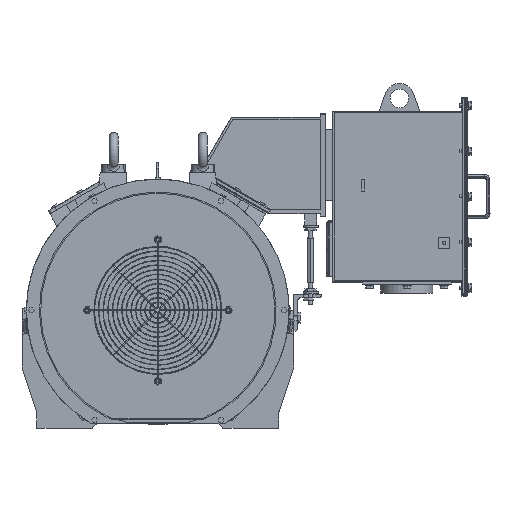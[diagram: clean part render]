
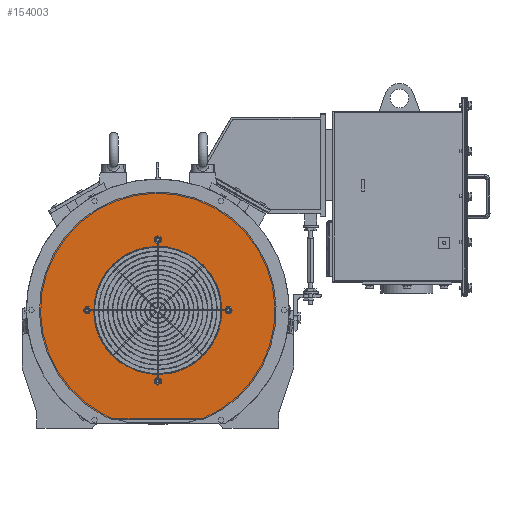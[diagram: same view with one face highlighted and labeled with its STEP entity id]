
A CAD part, front view. The second image highlights one B-rep face of the part: STEP entity #154003.
In plain terms, the highlighted planar face has unit normal (0, -1, 0).
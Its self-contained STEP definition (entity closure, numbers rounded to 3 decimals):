
#153582=CARTESIAN_POINT('Vertex',(-190.,-1485.,4.)) ;
#153585=CARTESIAN_POINT('Axis2P3D Location',(-190.,-1485.,0.)) ;
#153589=CARTESIAN_POINT('Vertex',(-190.,-1485.,-4.)) ;
#153609=CARTESIAN_POINT('Axis2P3D Location',(-190.,-1485.,0.)) ;
#153639=CARTESIAN_POINT('Vertex',(-4.,-1485.,-190.)) ;
#153642=CARTESIAN_POINT('Axis2P3D Location',(0.,-1485.,-190.)) ;
#153646=CARTESIAN_POINT('Vertex',(4.,-1485.,-190.)) ;
#153666=CARTESIAN_POINT('Axis2P3D Location',(0.,-1485.,-190.)) ;
#153696=CARTESIAN_POINT('Vertex',(190.,-1485.,-4.)) ;
#153699=CARTESIAN_POINT('Axis2P3D Location',(190.,-1485.,0.)) ;
#153703=CARTESIAN_POINT('Vertex',(190.,-1485.,4.)) ;
#153723=CARTESIAN_POINT('Axis2P3D Location',(190.,-1485.,0.)) ;
#153753=CARTESIAN_POINT('Vertex',(4.,-1485.,190.)) ;
#153756=CARTESIAN_POINT('Axis2P3D Location',(0.,-1485.,190.)) ;
#153760=CARTESIAN_POINT('Vertex',(-4.,-1485.,190.)) ;
#153780=CARTESIAN_POINT('Axis2P3D Location',(0.,-1485.,190.)) ;
#153866=CARTESIAN_POINT('Axis2P3D Location',(0.,-1485.,318.2)) ;
#153871=CARTESIAN_POINT('Axis2P3D Location',(0.,-1485.,0.)) ;
#153875=CARTESIAN_POINT('Vertex',(-124.106,-1485.,-293.)) ;
#153877=CARTESIAN_POINT('Vertex',(-152.553,-1485.,-279.247)) ;
#153880=CARTESIAN_POINT('Line Origine',(0.,-1485.,-293.)) ;
#153884=CARTESIAN_POINT('Vertex',(124.106,-1485.,-293.)) ;
#153887=CARTESIAN_POINT('Axis2P3D Location',(0.,-1485.,0.)) ;
#153891=CARTESIAN_POINT('Vertex',(152.553,-1485.,279.247)) ;
#153894=CARTESIAN_POINT('Axis2P3D Location',(0.,-1485.,0.)) ;
#153909=CARTESIAN_POINT('Axis2P3D Location',(0.,-1485.,0.)) ;
#153913=CARTESIAN_POINT('Vertex',(-120.208,-1485.,-120.208)) ;
#153915=CARTESIAN_POINT('Vertex',(-170.,-1485.,0.)) ;
#153918=CARTESIAN_POINT('Axis2P3D Location',(0.,-1485.,0.)) ;
#153922=CARTESIAN_POINT('Vertex',(-120.208,-1485.,120.208)) ;
#153925=CARTESIAN_POINT('Axis2P3D Location',(0.,-1485.,0.)) ;
#153929=CARTESIAN_POINT('Vertex',(0.,-1485.,170.)) ;
#153932=CARTESIAN_POINT('Axis2P3D Location',(0.,-1485.,0.)) ;
#153936=CARTESIAN_POINT('Vertex',(81.502,-1485.,149.189)) ;
#153939=CARTESIAN_POINT('Axis2P3D Location',(0.,-1485.,0.)) ;
#153943=CARTESIAN_POINT('Vertex',(120.208,-1485.,120.208)) ;
#153946=CARTESIAN_POINT('Axis2P3D Location',(0.,-1485.,0.)) ;
#153950=CARTESIAN_POINT('Vertex',(170.,-1485.,0.)) ;
#153953=CARTESIAN_POINT('Axis2P3D Location',(0.,-1485.,0.)) ;
#153957=CARTESIAN_POINT('Vertex',(120.208,-1485.,-120.208)) ;
#153960=CARTESIAN_POINT('Axis2P3D Location',(0.,-1485.,0.)) ;
#153964=CARTESIAN_POINT('Vertex',(0.,-1485.,-170.)) ;
#153967=CARTESIAN_POINT('Axis2P3D Location',(0.,-1485.,0.)) ;
#153971=CARTESIAN_POINT('Vertex',(-81.502,-1485.,-149.189)) ;
#153974=CARTESIAN_POINT('Axis2P3D Location',(0.,-1485.,0.)) ;
#153586=DIRECTION('Axis2P3D Direction',(-0.,-1.,0.)) ;
#153610=DIRECTION('Axis2P3D Direction',(-0.,-1.,0.)) ;
#153643=DIRECTION('Axis2P3D Direction',(0.,-1.,-0.)) ;
#153667=DIRECTION('Axis2P3D Direction',(0.,-1.,-0.)) ;
#153700=DIRECTION('Axis2P3D Direction',(0.,-1.,0.)) ;
#153724=DIRECTION('Axis2P3D Direction',(0.,-1.,0.)) ;
#153757=DIRECTION('Axis2P3D Direction',(0.,-1.,0.)) ;
#153781=DIRECTION('Axis2P3D Direction',(0.,-1.,0.)) ;
#153867=DIRECTION('Axis2P3D Direction',(-0.,1.,0.)) ;
#153868=DIRECTION('Axis2P3D XDirection',(1.,0.,0.)) ;
#153872=DIRECTION('Axis2P3D Direction',(-0.,1.,0.)) ;
#153881=DIRECTION('Vector Direction',(1.,0.,0.)) ;
#153888=DIRECTION('Axis2P3D Direction',(-0.,1.,0.)) ;
#153895=DIRECTION('Axis2P3D Direction',(-0.,1.,0.)) ;
#153910=DIRECTION('Axis2P3D Direction',(-0.,1.,0.)) ;
#153919=DIRECTION('Axis2P3D Direction',(-0.,1.,0.)) ;
#153926=DIRECTION('Axis2P3D Direction',(-0.,1.,0.)) ;
#153933=DIRECTION('Axis2P3D Direction',(-0.,1.,0.)) ;
#153940=DIRECTION('Axis2P3D Direction',(-0.,1.,0.)) ;
#153947=DIRECTION('Axis2P3D Direction',(-0.,1.,0.)) ;
#153954=DIRECTION('Axis2P3D Direction',(-0.,1.,0.)) ;
#153961=DIRECTION('Axis2P3D Direction',(-0.,1.,0.)) ;
#153968=DIRECTION('Axis2P3D Direction',(-0.,1.,0.)) ;
#153975=DIRECTION('Axis2P3D Direction',(-0.,1.,0.)) ;
#153587=AXIS2_PLACEMENT_3D('Circle Axis2P3D',#153585,#153586,$) ;
#153611=AXIS2_PLACEMENT_3D('Circle Axis2P3D',#153609,#153610,$) ;
#153644=AXIS2_PLACEMENT_3D('Circle Axis2P3D',#153642,#153643,$) ;
#153668=AXIS2_PLACEMENT_3D('Circle Axis2P3D',#153666,#153667,$) ;
#153701=AXIS2_PLACEMENT_3D('Circle Axis2P3D',#153699,#153700,$) ;
#153725=AXIS2_PLACEMENT_3D('Circle Axis2P3D',#153723,#153724,$) ;
#153758=AXIS2_PLACEMENT_3D('Circle Axis2P3D',#153756,#153757,$) ;
#153782=AXIS2_PLACEMENT_3D('Circle Axis2P3D',#153780,#153781,$) ;
#153869=AXIS2_PLACEMENT_3D('Plane Axis2P3D',#153866,#153867,#153868) ;
#153873=AXIS2_PLACEMENT_3D('Circle Axis2P3D',#153871,#153872,$) ;
#153889=AXIS2_PLACEMENT_3D('Circle Axis2P3D',#153887,#153888,$) ;
#153896=AXIS2_PLACEMENT_3D('Circle Axis2P3D',#153894,#153895,$) ;
#153911=AXIS2_PLACEMENT_3D('Circle Axis2P3D',#153909,#153910,$) ;
#153920=AXIS2_PLACEMENT_3D('Circle Axis2P3D',#153918,#153919,$) ;
#153927=AXIS2_PLACEMENT_3D('Circle Axis2P3D',#153925,#153926,$) ;
#153934=AXIS2_PLACEMENT_3D('Circle Axis2P3D',#153932,#153933,$) ;
#153941=AXIS2_PLACEMENT_3D('Circle Axis2P3D',#153939,#153940,$) ;
#153948=AXIS2_PLACEMENT_3D('Circle Axis2P3D',#153946,#153947,$) ;
#153955=AXIS2_PLACEMENT_3D('Circle Axis2P3D',#153953,#153954,$) ;
#153962=AXIS2_PLACEMENT_3D('Circle Axis2P3D',#153960,#153961,$) ;
#153969=AXIS2_PLACEMENT_3D('Circle Axis2P3D',#153967,#153968,$) ;
#153976=AXIS2_PLACEMENT_3D('Circle Axis2P3D',#153974,#153975,$) ;
#153900=ORIENTED_EDGE('',*,*,#153879,.F.) ;
#153901=ORIENTED_EDGE('',*,*,#153886,.T.) ;
#153902=ORIENTED_EDGE('',*,*,#153893,.F.) ;
#153903=ORIENTED_EDGE('',*,*,#153898,.F.) ;
#153906=ORIENTED_EDGE('',*,*,#153784,.F.) ;
#153907=ORIENTED_EDGE('',*,*,#153762,.F.) ;
#153980=ORIENTED_EDGE('',*,*,#153917,.T.) ;
#153981=ORIENTED_EDGE('',*,*,#153924,.T.) ;
#153982=ORIENTED_EDGE('',*,*,#153931,.T.) ;
#153983=ORIENTED_EDGE('',*,*,#153938,.T.) ;
#153984=ORIENTED_EDGE('',*,*,#153945,.T.) ;
#153985=ORIENTED_EDGE('',*,*,#153952,.T.) ;
#153986=ORIENTED_EDGE('',*,*,#153959,.T.) ;
#153987=ORIENTED_EDGE('',*,*,#153966,.T.) ;
#153988=ORIENTED_EDGE('',*,*,#153973,.T.) ;
#153989=ORIENTED_EDGE('',*,*,#153978,.T.) ;
#153992=ORIENTED_EDGE('',*,*,#153727,.F.) ;
#153993=ORIENTED_EDGE('',*,*,#153705,.F.) ;
#153996=ORIENTED_EDGE('',*,*,#153670,.F.) ;
#153997=ORIENTED_EDGE('',*,*,#153648,.F.) ;
#154000=ORIENTED_EDGE('',*,*,#153613,.F.) ;
#154001=ORIENTED_EDGE('',*,*,#153591,.F.) ;
#153908=FACE_BOUND('',#153905,.T.) ;
#153990=FACE_BOUND('',#153979,.T.) ;
#153994=FACE_BOUND('',#153991,.T.) ;
#153998=FACE_BOUND('',#153995,.T.) ;
#154002=FACE_BOUND('',#153999,.T.) ;
#153882=VECTOR('Line Direction',#153881,1.) ;
#154003=ADVANCED_FACE('PartBody',(#153904,#153908,#153990,#153994,#153998,#154002),#153870,.F.) ;
#153588=CIRCLE('generated circle',#153587,4.) ;
#153612=CIRCLE('generated circle',#153611,4.) ;
#153645=CIRCLE('generated circle',#153644,4.) ;
#153669=CIRCLE('generated circle',#153668,4.) ;
#153702=CIRCLE('generated circle',#153701,4.) ;
#153726=CIRCLE('generated circle',#153725,4.) ;
#153759=CIRCLE('generated circle',#153758,4.) ;
#153783=CIRCLE('generated circle',#153782,4.) ;
#153874=CIRCLE('generated circle',#153873,318.2) ;
#153890=CIRCLE('generated circle',#153889,318.2) ;
#153897=CIRCLE('generated circle',#153896,318.2) ;
#153912=CIRCLE('generated circle',#153911,170.) ;
#153921=CIRCLE('generated circle',#153920,170.) ;
#153928=CIRCLE('generated circle',#153927,170.) ;
#153935=CIRCLE('generated circle',#153934,170.) ;
#153942=CIRCLE('generated circle',#153941,170.) ;
#153949=CIRCLE('generated circle',#153948,170.) ;
#153956=CIRCLE('generated circle',#153955,170.) ;
#153963=CIRCLE('generated circle',#153962,170.) ;
#153970=CIRCLE('generated circle',#153969,170.) ;
#153977=CIRCLE('generated circle',#153976,170.) ;
#153591=EDGE_CURVE('',#153583,#153590,#153588,.T.) ;
#153613=EDGE_CURVE('',#153590,#153583,#153612,.T.) ;
#153648=EDGE_CURVE('',#153640,#153647,#153645,.T.) ;
#153670=EDGE_CURVE('',#153647,#153640,#153669,.T.) ;
#153705=EDGE_CURVE('',#153697,#153704,#153702,.T.) ;
#153727=EDGE_CURVE('',#153704,#153697,#153726,.T.) ;
#153762=EDGE_CURVE('',#153754,#153761,#153759,.T.) ;
#153784=EDGE_CURVE('',#153761,#153754,#153783,.T.) ;
#153879=EDGE_CURVE('',#153876,#153878,#153874,.T.) ;
#153886=EDGE_CURVE('',#153876,#153885,#153883,.T.) ;
#153893=EDGE_CURVE('',#153892,#153885,#153890,.T.) ;
#153898=EDGE_CURVE('',#153878,#153892,#153897,.T.) ;
#153917=EDGE_CURVE('',#153914,#153916,#153912,.T.) ;
#153924=EDGE_CURVE('',#153916,#153923,#153921,.T.) ;
#153931=EDGE_CURVE('',#153923,#153930,#153928,.T.) ;
#153938=EDGE_CURVE('',#153930,#153937,#153935,.T.) ;
#153945=EDGE_CURVE('',#153937,#153944,#153942,.T.) ;
#153952=EDGE_CURVE('',#153944,#153951,#153949,.T.) ;
#153959=EDGE_CURVE('',#153951,#153958,#153956,.T.) ;
#153966=EDGE_CURVE('',#153958,#153965,#153963,.T.) ;
#153973=EDGE_CURVE('',#153965,#153972,#153970,.T.) ;
#153978=EDGE_CURVE('',#153972,#153914,#153977,.T.) ;
#153899=EDGE_LOOP('',(#153900,#153901,#153902,#153903)) ;
#153905=EDGE_LOOP('',(#153906,#153907)) ;
#153979=EDGE_LOOP('',(#153980,#153981,#153982,#153983,#153984,#153985,#153986,#153987,#153988,#153989)) ;
#153991=EDGE_LOOP('',(#153992,#153993)) ;
#153995=EDGE_LOOP('',(#153996,#153997)) ;
#153999=EDGE_LOOP('',(#154000,#154001)) ;
#153904=FACE_OUTER_BOUND('',#153899,.T.) ;
#153883=LINE('Line',#153880,#153882) ;
#153870=PLANE('',#153869) ;
#153583=VERTEX_POINT('',#153582) ;
#153590=VERTEX_POINT('',#153589) ;
#153640=VERTEX_POINT('',#153639) ;
#153647=VERTEX_POINT('',#153646) ;
#153697=VERTEX_POINT('',#153696) ;
#153704=VERTEX_POINT('',#153703) ;
#153754=VERTEX_POINT('',#153753) ;
#153761=VERTEX_POINT('',#153760) ;
#153876=VERTEX_POINT('',#153875) ;
#153878=VERTEX_POINT('',#153877) ;
#153885=VERTEX_POINT('',#153884) ;
#153892=VERTEX_POINT('',#153891) ;
#153914=VERTEX_POINT('',#153913) ;
#153916=VERTEX_POINT('',#153915) ;
#153923=VERTEX_POINT('',#153922) ;
#153930=VERTEX_POINT('',#153929) ;
#153937=VERTEX_POINT('',#153936) ;
#153944=VERTEX_POINT('',#153943) ;
#153951=VERTEX_POINT('',#153950) ;
#153958=VERTEX_POINT('',#153957) ;
#153965=VERTEX_POINT('',#153964) ;
#153972=VERTEX_POINT('',#153971) ;
